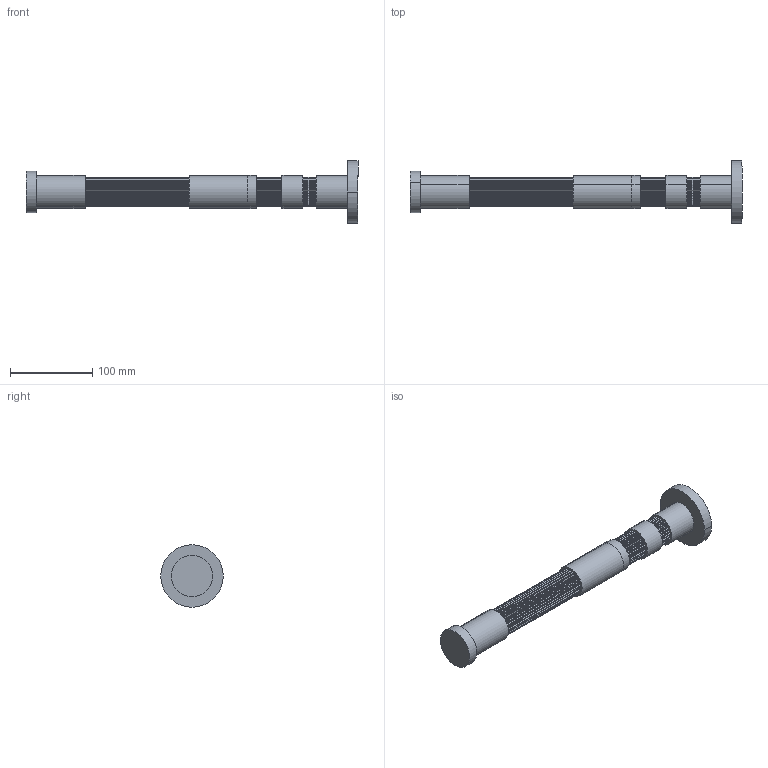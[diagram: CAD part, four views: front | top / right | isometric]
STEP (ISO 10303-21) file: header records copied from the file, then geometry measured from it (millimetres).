
FILE_DESCRIPTION(('CATIA V5 STEP Exchange'),'2;1');
FILE_NAME('Wheel Shaft.stp','2018-03-08T00:38:22+00:00',('none'),('none'),'CATIA Version 5 Release 20 GA (IN-10)','CATIA V5 STEP AP203','none');
FILE_SCHEMA(('CONFIG_CONTROL_DESIGN'));
Length unit declared in the file: millimetre
Products named in the file (1): Wheel Shaft
Bounding box: 404.61 x 76.2 x 76.2 mm (x, y, z)
Volume: 504344.2 mm3; surface area: 67111.9 mm2
Topology: 1 solids, 1 shells, 498 faces, 1462 edges, 974 vertices
Faces by surface type: extrusion 316, cylinder 172, plane 10
Entity records: 17777 total; most frequent: CARTESIAN_POINT 5772, ORIENTED_EDGE 2924, DIRECTION 1496, EDGE_CURVE 1462, VERTEX_POINT 974, B_SPLINE_CURVE_WITH_KNOTS 948, VECTOR 804, AXIS2_PLACEMENT_3D 518
